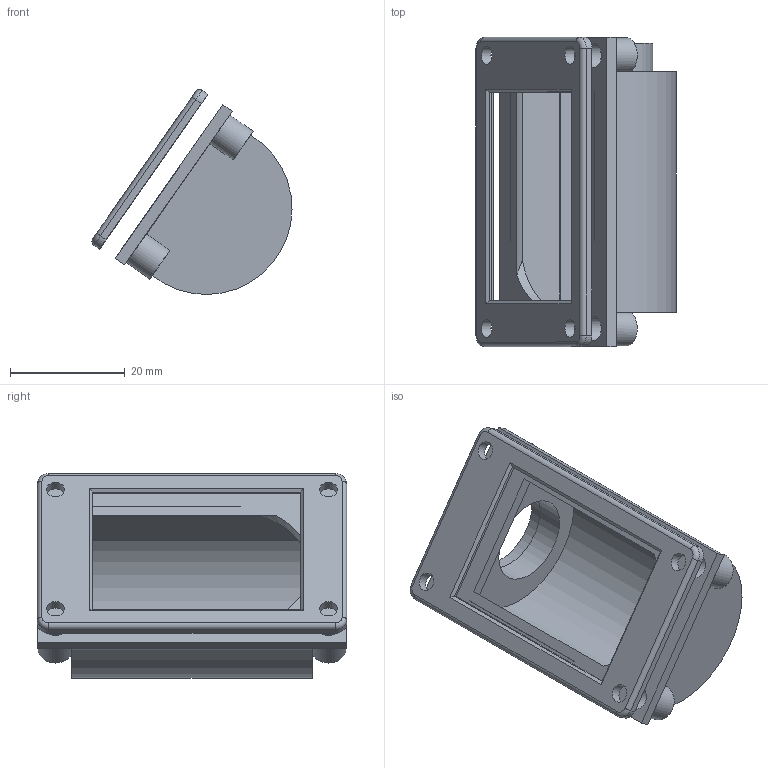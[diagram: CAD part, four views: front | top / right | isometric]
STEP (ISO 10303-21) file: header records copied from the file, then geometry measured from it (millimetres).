
FILE_DESCRIPTION(/* description */ (''),/* implementation_level */ '2;1');
FILE_NAME(/* name */ 'Left Circuit Breaker Bracket with Light v8.step',/* time_stamp */ '2021-10-10T07:50:06+10:00',/* author */ (''),/* organization */ (''),/* preprocessor_version */ 'ST-DEVELOPER v18.1',/* originating_system */ 'Autodesk Translation Framework v10.10.0.1391',/* authorisation */ '');
FILE_SCHEMA (('AUTOMOTIVE_DESIGN { 1 0 10303 214 3 1 1 }'));
Length unit declared in the file: millimetre
Products named in the file (1): Left Circuit Breaker Bracket with Light
Bounding box: 34.93 x 54 x 35.77 mm (x, y, z)
Volume: 8557.6 mm3; surface area: 11963.3 mm2
Topology: 2 solids, 2 shells, 81 faces, 198 edges, 127 vertices
Faces by surface type: plane 45, cylinder 31, torus 4, cone 1
Full cylindrical faces by diameter (mm): 3.1 x4, 4.2 x4, 15 x1, 17 x1
Entity records: 2459 total; most frequent: CARTESIAN_POINT 435, DIRECTION 417, ORIENTED_EDGE 396, EDGE_CURVE 198, AXIS2_PLACEMENT_3D 145, LINE 127, VECTOR 127, VERTEX_POINT 127
